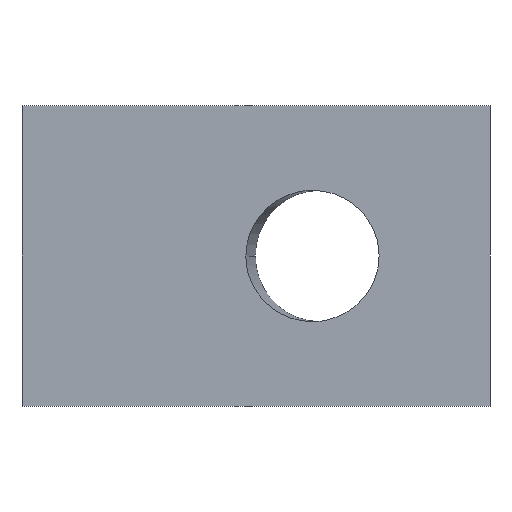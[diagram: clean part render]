
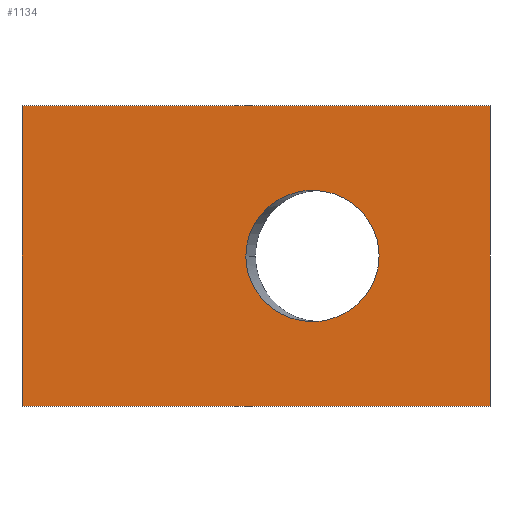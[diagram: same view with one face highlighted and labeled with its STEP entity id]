
A CAD part, front view. The second image highlights one B-rep face of the part: STEP entity #1134.
In plain terms, the highlighted planar face has unit normal (0, -1, 0).
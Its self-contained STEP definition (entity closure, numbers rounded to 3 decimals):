
#845=CARTESIAN_POINT('POINT53',(470.,180.,-171.6
   ));
#846=VERTEX_POINT('VERTEX53',#845);
#854=CARTESIAN_POINT('POINT54',(470.,180.,171.6)
   );
#855=VERTEX_POINT('VERTEX54',#854);
#862=CARTESIAN_POINT('POS91',(470.,180.,171.6));
#863=DIRECTION('DIR133',(0.,0.,-1.));
#864=VECTOR('VEC49',#863,10.);
#865=LINE('STRAIGHT49',#862,#864);
#866=EDGE_CURVE('EDGE77',#855,#846,#865,.T.);
#876=CARTESIAN_POINT('POINT55',(-65.,180.,
   -171.6));
#877=VERTEX_POINT('VERTEX55',#876);
#886=CARTESIAN_POINT('POS94',(470.,180.,-171.6))
   ;
#887=DIRECTION('DIR137',(-1.,0.,0.));
#888=VECTOR('VEC51',#887,10.);
#889=LINE('STRAIGHT51',#886,#888);
#890=EDGE_CURVE('EDGE79',#846,#877,#889,.T.);
#900=CARTESIAN_POINT('POINT56',(-65.,180.,171.6
   ));
#901=VERTEX_POINT('VERTEX56',#900);
#910=CARTESIAN_POINT('POS97',(-65.,180.,-171.6)
   );
#911=DIRECTION('DIR141',(0.,0.,1.));
#912=VECTOR('VEC53',#911,10.);
#913=LINE('STRAIGHT53',#910,#912);
#914=EDGE_CURVE('EDGE81',#877,#901,#913,.T.);
#927=CARTESIAN_POINT('POS99',(-65.,180.,171.6))
   ;
#928=DIRECTION('DIR144',(1.,0.,0.));
#929=VECTOR('VEC54',#928,10.);
#930=LINE('STRAIGHT54',#927,#929);
#931=EDGE_CURVE('EDGE82',#901,#855,#930,.T.);
#1021=CARTESIAN_POINT('POINT61',(267.053,180.,
   -75.));
#1022=VERTEX_POINT('VERTEX61',#1021);
#1040=CARTESIAN_POINT('POINT64',(190.896,180.,0.
   ));
#1041=VERTEX_POINT('VERTEX64',#1040);
#1048=(BOUNDED_CURVE() B_SPLINE_CURVE(3,(#1049,#1050,#1051,#1052,#1053,
   #1054,#1055,#1056,#1057,#1058,#1059,#1060),.UNSPECIFIED.,.F.,.F.) 
   B_SPLINE_CURVE_WITH_KNOTS((4,1,1,1,1,1,1,1,1,4),(0.5,
   0.556,0.611,0.667,
   0.722,0.778,0.833,
   0.889,0.944,1.),.UNSPECIFIED.) 
   CURVE() GEOMETRIC_REPRESENTATION_ITEM() RATIONAL_B_SPLINE_CURVE((
   1.,1.,1.,1.,1.,1.,1.,
   1.,1.,1.,1.,1.)) REPRESENTATION_ITEM(
   'SPLINE_CRV5'));
#1049=CARTESIAN_POINT('',(267.053,180.,-75.));
#1050=CARTESIAN_POINT('',(262.581,180.,-75.));
#1051=CARTESIAN_POINT('',(253.637,180.,
   -74.222));
#1052=CARTESIAN_POINT('',(240.652,180.,
   -70.762));
#1053=CARTESIAN_POINT('',(228.507,180.,
   -65.13));
#1054=CARTESIAN_POINT('',(217.577,180.,
   -57.52));
#1055=CARTESIAN_POINT('',(208.189,180.,
   -48.184));
#1056=CARTESIAN_POINT('',(200.61,180.,
   -37.42));
#1057=CARTESIAN_POINT('',(195.051,180.,
   -25.57));
#1058=CARTESIAN_POINT('',(191.654,180.,
   -12.95));
#1059=CARTESIAN_POINT('',(190.901,180.,
   -4.364));
#1060=CARTESIAN_POINT('',(190.896,180.,0.));
#1061=EDGE_CURVE('EDGE94',#1022,#1041,#1048,.T.);
#1071=ORIENTED_EDGE('COEDGE177',*,*,#931,.F.);
#1072=ORIENTED_EDGE('COEDGE178',*,*,#914,.F.);
#1073=ORIENTED_EDGE('COEDGE179',*,*,#890,.F.);
#1074=ORIENTED_EDGE('COEDGE180',*,*,#866,.F.);
#1075=EDGE_LOOP('NONE',(#1071,#1072,#1073,#1074));
#1076=FACE_BOUND('LOOP1',#1075,.T.);
#1077=CARTESIAN_POINT('POINT65',(343.21,180.,0.
   ));
#1078=VERTEX_POINT('VERTEX65',#1077);
#1079=(BOUNDED_CURVE() B_SPLINE_CURVE(3,(#1080,#1081,#1082,#1083,#1084,
   #1085,#1086,#1087,#1088,#1089,#1090,#1091),.UNSPECIFIED.,.F.,.F.) 
   B_SPLINE_CURVE_WITH_KNOTS((4,1,1,1,1,1,1,1,1,4),(0.,
   0.056,0.111,0.167,
   0.222,0.278,0.333,
   0.389,0.444,0.5),.UNSPECIFIED.) 
   CURVE() GEOMETRIC_REPRESENTATION_ITEM() RATIONAL_B_SPLINE_CURVE((
   1.,1.,1.,1.,1.,1.,1.,
   1.,1.,1.,1.,1.)) REPRESENTATION_ITEM(
   'SPLINE_CRV6'));
#1080=CARTESIAN_POINT('',(343.21,180.,0.));
#1081=CARTESIAN_POINT('',(343.205,180.,
   -4.364));
#1082=CARTESIAN_POINT('',(342.452,180.,
   -12.95));
#1083=CARTESIAN_POINT('',(339.055,180.,
   -25.57));
#1084=CARTESIAN_POINT('',(333.496,180.,
   -37.42));
#1085=CARTESIAN_POINT('',(325.918,180.,
   -48.184));
#1086=CARTESIAN_POINT('',(316.529,180.,
   -57.52));
#1087=CARTESIAN_POINT('',(305.6,180.,
   -65.13));
#1088=CARTESIAN_POINT('',(293.455,180.,
   -70.762));
#1089=CARTESIAN_POINT('',(280.469,180.,
   -74.222));
#1090=CARTESIAN_POINT('',(271.525,180.,-75.));
#1091=CARTESIAN_POINT('',(267.053,180.,-75.));
#1092=EDGE_CURVE('EDGE95',#1078,#1022,#1079,.T.);
#1093=ORIENTED_EDGE('COEDGE181',*,*,#1092,.T.);
#1094=ORIENTED_EDGE('COEDGE182',*,*,#1061,.T.);
#1095=CARTESIAN_POINT('POINT66',(267.053,180.,75.
   ));
#1096=VERTEX_POINT('VERTEX66',#1095);
#1097=(BOUNDED_CURVE() B_SPLINE_CURVE(3,(#1098,#1099,#1100,#1101,#1102,
   #1103,#1104,#1105,#1106,#1107,#1108,#1109),.UNSPECIFIED.,.F.,.F.) 
   B_SPLINE_CURVE_WITH_KNOTS((4,1,1,1,1,1,1,1,1,4),(0.,
   0.056,0.111,0.167,
   0.222,0.278,0.333,
   0.389,0.444,0.5),.UNSPECIFIED.) 
   CURVE() GEOMETRIC_REPRESENTATION_ITEM() RATIONAL_B_SPLINE_CURVE((
   1.,1.,1.,1.,1.,1.,1.,
   1.,1.,1.,1.,1.)) REPRESENTATION_ITEM(
   'SPLINE_CRV7'));
#1098=CARTESIAN_POINT('',(190.896,180.,0.));
#1099=CARTESIAN_POINT('',(190.901,180.,
   4.364));
#1100=CARTESIAN_POINT('',(191.654,180.,
   12.95));
#1101=CARTESIAN_POINT('',(195.051,180.,
   25.57));
#1102=CARTESIAN_POINT('',(200.61,180.,
   37.42));
#1103=CARTESIAN_POINT('',(208.189,180.,
   48.184));
#1104=CARTESIAN_POINT('',(217.577,180.,
   57.52));
#1105=CARTESIAN_POINT('',(228.507,180.,
   65.13));
#1106=CARTESIAN_POINT('',(240.652,180.,
   70.762));
#1107=CARTESIAN_POINT('',(253.637,180.,
   74.222));
#1108=CARTESIAN_POINT('',(262.581,180.,75.));
#1109=CARTESIAN_POINT('',(267.053,180.,75.));
#1110=EDGE_CURVE('EDGE96',#1041,#1096,#1097,.T.);
#1111=ORIENTED_EDGE('COEDGE183',*,*,#1110,.T.);
#1112=(BOUNDED_CURVE() B_SPLINE_CURVE(3,(#1113,#1114,#1115,#1116,#1117,
   #1118,#1119,#1120,#1121,#1122,#1123,#1124),.UNSPECIFIED.,.F.,.F.) 
   B_SPLINE_CURVE_WITH_KNOTS((4,1,1,1,1,1,1,1,1,4),(0.5,
   0.556,0.611,0.667,
   0.722,0.778,0.833,
   0.889,0.944,1.),.UNSPECIFIED.) 
   CURVE() GEOMETRIC_REPRESENTATION_ITEM() RATIONAL_B_SPLINE_CURVE((
   1.,1.,1.,1.,1.,1.,1.,
   1.,1.,1.,1.,1.)) REPRESENTATION_ITEM(
   'SPLINE_CRV8'));
#1113=CARTESIAN_POINT('',(267.053,180.,75.));
#1114=CARTESIAN_POINT('',(271.525,180.,75.));
#1115=CARTESIAN_POINT('',(280.469,180.,
   74.222));
#1116=CARTESIAN_POINT('',(293.455,180.,
   70.762));
#1117=CARTESIAN_POINT('',(305.6,180.,
   65.13));
#1118=CARTESIAN_POINT('',(316.529,180.,
   57.52));
#1119=CARTESIAN_POINT('',(325.918,180.,
   48.184));
#1120=CARTESIAN_POINT('',(333.496,180.,
   37.42));
#1121=CARTESIAN_POINT('',(339.055,180.,
   25.57));
#1122=CARTESIAN_POINT('',(342.452,180.,
   12.95));
#1123=CARTESIAN_POINT('',(343.205,180.,
   4.364));
#1124=CARTESIAN_POINT('',(343.21,180.,0.));
#1125=EDGE_CURVE('EDGE97',#1096,#1078,#1112,.T.);
#1126=ORIENTED_EDGE('COEDGE184',*,*,#1125,.T.);
#1127=EDGE_LOOP('NONE',(#1093,#1094,#1111,#1126));
#1128=FACE_BOUND('LOOP1',#1127,.T.);
#1129=CARTESIAN_POINT('POS113',(470.,180.,171.6)
   );
#1130=DIRECTION('DIR165',(0.,1.,0.));
#1131=DIRECTION('DIR166',(1.,0.,0.));
#1132=AXIS2_PLACEMENT_3D('AXIS53',#1129,#1130,#1131);
#1133=PLANE('PLANE17',#1132);
#1134=ADVANCED_FACE('FACE34',(#1076,#1128),#1133,.F.);
